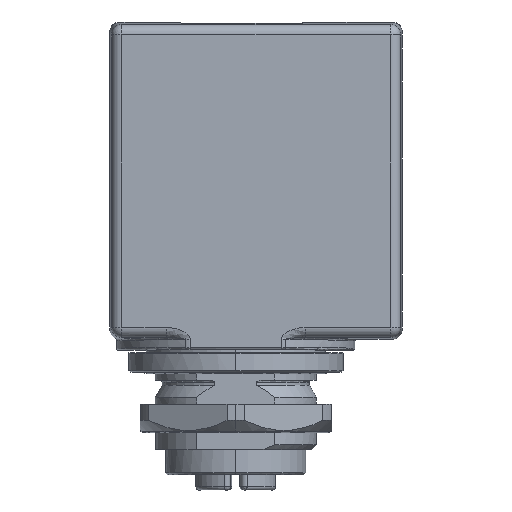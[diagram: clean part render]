
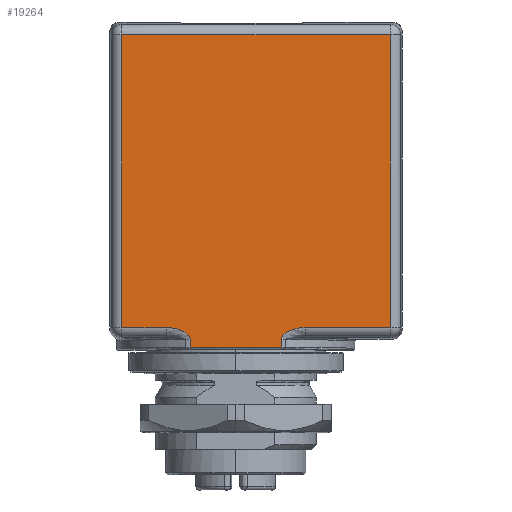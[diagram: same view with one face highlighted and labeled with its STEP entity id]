
A CAD part, left-side view. The second image highlights one B-rep face of the part: STEP entity #19264.
In plain terms, the highlighted planar face has unit normal (-1, 0, 0).
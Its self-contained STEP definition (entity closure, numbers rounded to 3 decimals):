
#19160=AXIS2_PLACEMENT_3D('Plane Axis2P3D',#19157,#19158,#19159) ;
#14320=CARTESIAN_POINT('Vertex',(0.,27.829,16.121)) ;
#14323=CARTESIAN_POINT('Line Origine',(0.,27.829,-28.517)) ;
#14327=CARTESIAN_POINT('Vertex',(0.,27.829,45.179)) ;
#14538=CARTESIAN_POINT('Line Origine',(0.,-37.804,45.179)) ;
#14542=CARTESIAN_POINT('Vertex',(0.,1.171,45.179)) ;
#19157=CARTESIAN_POINT('Axis2P3D Location',(0.,16.5,22.9)) ;
#19162=CARTESIAN_POINT('Line Origine',(0.,25.612,16.121)) ;
#19166=CARTESIAN_POINT('Vertex',(0.,23.396,16.121)) ;
#19170=CARTESIAN_POINT('Control Point',(0.,21.039,14.94)) ;
#19171=CARTESIAN_POINT('Control Point',(0.,21.039,14.973)) ;
#19172=CARTESIAN_POINT('Control Point',(0.,21.041,15.007)) ;
#19173=CARTESIAN_POINT('Control Point',(0.,21.047,15.041)) ;
#19174=CARTESIAN_POINT('Control Point',(0.,21.071,15.138)) ;
#19175=CARTESIAN_POINT('Control Point',(0.,21.122,15.24)) ;
#19176=CARTESIAN_POINT('Control Point',(0.,21.168,15.309)) ;
#19177=CARTESIAN_POINT('Control Point',(0.,21.262,15.418)) ;
#19178=CARTESIAN_POINT('Control Point',(0.,21.393,15.527)) ;
#19179=CARTESIAN_POINT('Control Point',(0.,21.44,15.563)) ;
#19180=CARTESIAN_POINT('Control Point',(0.,21.546,15.636)) ;
#19181=CARTESIAN_POINT('Control Point',(0.,21.667,15.706)) ;
#19182=CARTESIAN_POINT('Control Point',(0.,21.733,15.741)) ;
#19183=CARTESIAN_POINT('Control Point',(0.,21.957,15.85)) ;
#19184=CARTESIAN_POINT('Control Point',(0.,22.206,15.941)) ;
#19185=CARTESIAN_POINT('Control Point',(0.,22.385,15.993)) ;
#19186=CARTESIAN_POINT('Control Point',(0.,22.696,16.065)) ;
#19187=CARTESIAN_POINT('Control Point',(0.,23.011,16.105)) ;
#19188=CARTESIAN_POINT('Control Point',(0.,23.139,16.116)) ;
#19189=CARTESIAN_POINT('Control Point',(0.,23.268,16.121)) ;
#19190=CARTESIAN_POINT('Control Point',(0.,23.396,16.121)) ;
#19191=CARTESIAN_POINT('Vertex',(0.,21.039,14.94)) ;
#19194=CARTESIAN_POINT('Line Origine',(0.,21.039,14.541)) ;
#19198=CARTESIAN_POINT('Vertex',(0.,21.039,14.143)) ;
#19201=CARTESIAN_POINT('Line Origine',(0.,16.5,14.143)) ;
#19205=CARTESIAN_POINT('Vertex',(0.,11.961,14.143)) ;
#19208=CARTESIAN_POINT('Line Origine',(0.,11.961,14.541)) ;
#19212=CARTESIAN_POINT('Vertex',(0.,11.961,14.94)) ;
#19216=CARTESIAN_POINT('Control Point',(0.,9.604,16.121)) ;
#19217=CARTESIAN_POINT('Control Point',(0.,9.699,16.121)) ;
#19218=CARTESIAN_POINT('Control Point',(0.,9.794,16.118)) ;
#19219=CARTESIAN_POINT('Control Point',(0.,9.886,16.112)) ;
#19220=CARTESIAN_POINT('Control Point',(0.,10.171,16.086)) ;
#19221=CARTESIAN_POINT('Control Point',(0.,10.455,16.033)) ;
#19222=CARTESIAN_POINT('Control Point',(0.,10.641,15.987)) ;
#19223=CARTESIAN_POINT('Control Point',(0.,10.903,15.904)) ;
#19224=CARTESIAN_POINT('Control Point',(0.,11.145,15.8)) ;
#19225=CARTESIAN_POINT('Control Point',(0.,11.218,15.766)) ;
#19226=CARTESIAN_POINT('Control Point',(0.,11.351,15.697)) ;
#19227=CARTESIAN_POINT('Control Point',(0.,11.471,15.623)) ;
#19228=CARTESIAN_POINT('Control Point',(0.,11.526,15.587)) ;
#19229=CARTESIAN_POINT('Control Point',(0.,11.674,15.478)) ;
#19230=CARTESIAN_POINT('Control Point',(0.,11.786,15.366)) ;
#19231=CARTESIAN_POINT('Control Point',(0.,11.842,15.295)) ;
#19232=CARTESIAN_POINT('Control Point',(0.,11.912,15.179)) ;
#19233=CARTESIAN_POINT('Control Point',(0.,11.947,15.07)) ;
#19234=CARTESIAN_POINT('Control Point',(0.,11.957,15.027)) ;
#19235=CARTESIAN_POINT('Control Point',(0.,11.961,14.983)) ;
#19236=CARTESIAN_POINT('Control Point',(0.,11.961,14.94)) ;
#19237=CARTESIAN_POINT('Vertex',(0.,9.604,16.121)) ;
#19240=CARTESIAN_POINT('Line Origine',(0.,5.388,16.121)) ;
#19244=CARTESIAN_POINT('Vertex',(0.,1.171,16.121)) ;
#19247=CARTESIAN_POINT('Line Origine',(0.,1.171,30.65)) ;
#14324=DIRECTION('Vector Direction',(0.,0.,1.)) ;
#14539=DIRECTION('Vector Direction',(0.,1.,0.)) ;
#19158=DIRECTION('Axis2P3D Direction',(1.,0.,0.)) ;
#19159=DIRECTION('Axis2P3D XDirection',(0.,0.,-1.)) ;
#19163=DIRECTION('Vector Direction',(0.,-1.,0.)) ;
#19195=DIRECTION('Vector Direction',(0.,0.,1.)) ;
#19202=DIRECTION('Vector Direction',(0.,1.,0.)) ;
#19209=DIRECTION('Vector Direction',(0.,0.,1.)) ;
#19241=DIRECTION('Vector Direction',(0.,-1.,0.)) ;
#19248=DIRECTION('Vector Direction',(0.,0.,-1.)) ;
#14325=VECTOR('Line Direction',#14324,1.) ;
#14540=VECTOR('Line Direction',#14539,1.) ;
#19164=VECTOR('Line Direction',#19163,1.) ;
#19196=VECTOR('Line Direction',#19195,1.) ;
#19203=VECTOR('Line Direction',#19202,1.) ;
#19210=VECTOR('Line Direction',#19209,1.) ;
#19242=VECTOR('Line Direction',#19241,1.) ;
#19249=VECTOR('Line Direction',#19248,1.) ;
#19253=ORIENTED_EDGE('',*,*,#19168,.T.) ;
#19254=ORIENTED_EDGE('',*,*,#19193,.F.) ;
#19255=ORIENTED_EDGE('',*,*,#19200,.F.) ;
#19256=ORIENTED_EDGE('',*,*,#19207,.F.) ;
#19257=ORIENTED_EDGE('',*,*,#19214,.T.) ;
#19258=ORIENTED_EDGE('',*,*,#19239,.F.) ;
#19259=ORIENTED_EDGE('',*,*,#19246,.T.) ;
#19260=ORIENTED_EDGE('',*,*,#19251,.F.) ;
#19261=ORIENTED_EDGE('',*,*,#14544,.T.) ;
#19262=ORIENTED_EDGE('',*,*,#14329,.F.) ;
#19264=ADVANCED_FACE('',(#19263),#19161,.F.) ;
#19169=B_SPLINE_CURVE_WITH_KNOTS('',5,(#19170,#19171,#19172,#19173,#19174,#19175,#19176,#19177,#19178,#19179,#19180,#19181,#19182,#19183,#19184,#19185,#19186,#19187,#19188,#19189,#19190),.UNSPECIFIED.,.F.,.U.,(6,3,3,3,3,3,6),(0.,0.489,1.383,1.828,2.305,3.39,4.142),.UNSPECIFIED.) ;
#19215=B_SPLINE_CURVE_WITH_KNOTS('',5,(#19216,#19217,#19218,#19219,#19220,#19221,#19222,#19223,#19224,#19225,#19226,#19227,#19228,#19229,#19230,#19231,#19232,#19233,#19234,#19235,#19236),.UNSPECIFIED.,.F.,.U.,(6,3,3,3,3,3,6),(0.,0.555,1.659,2.157,2.615,3.515,4.145),.UNSPECIFIED.) ;
#14329=EDGE_CURVE('',#14321,#14328,#14326,.T.) ;
#14544=EDGE_CURVE('',#14543,#14328,#14541,.T.) ;
#19168=EDGE_CURVE('',#14321,#19167,#19165,.T.) ;
#19193=EDGE_CURVE('',#19192,#19167,#19169,.T.) ;
#19200=EDGE_CURVE('',#19199,#19192,#19197,.T.) ;
#19207=EDGE_CURVE('',#19206,#19199,#19204,.T.) ;
#19214=EDGE_CURVE('',#19206,#19213,#19211,.T.) ;
#19239=EDGE_CURVE('',#19238,#19213,#19215,.T.) ;
#19246=EDGE_CURVE('',#19238,#19245,#19243,.T.) ;
#19251=EDGE_CURVE('',#14543,#19245,#19250,.T.) ;
#19252=EDGE_LOOP('',(#19253,#19254,#19255,#19256,#19257,#19258,#19259,#19260,#19261,#19262)) ;
#19263=FACE_OUTER_BOUND('',#19252,.T.) ;
#14326=LINE('Line',#14323,#14325) ;
#14541=LINE('Line',#14538,#14540) ;
#19165=LINE('Line',#19162,#19164) ;
#19197=LINE('Line',#19194,#19196) ;
#19204=LINE('Line',#19201,#19203) ;
#19211=LINE('Line',#19208,#19210) ;
#19243=LINE('Line',#19240,#19242) ;
#19250=LINE('Line',#19247,#19249) ;
#19161=PLANE('',#19160) ;
#14321=VERTEX_POINT('',#14320) ;
#14328=VERTEX_POINT('',#14327) ;
#14543=VERTEX_POINT('',#14542) ;
#19167=VERTEX_POINT('',#19166) ;
#19192=VERTEX_POINT('',#19191) ;
#19199=VERTEX_POINT('',#19198) ;
#19206=VERTEX_POINT('',#19205) ;
#19213=VERTEX_POINT('',#19212) ;
#19238=VERTEX_POINT('',#19237) ;
#19245=VERTEX_POINT('',#19244) ;
